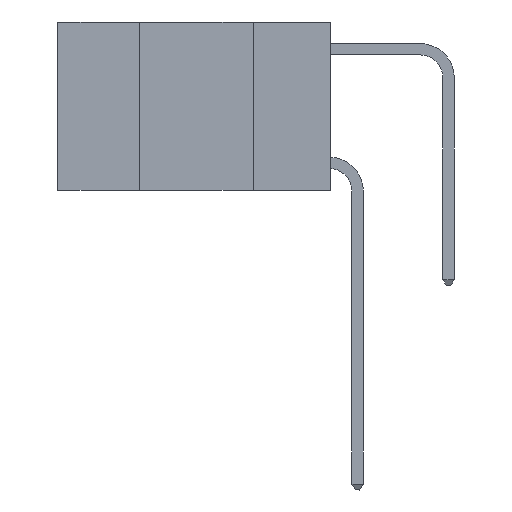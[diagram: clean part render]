
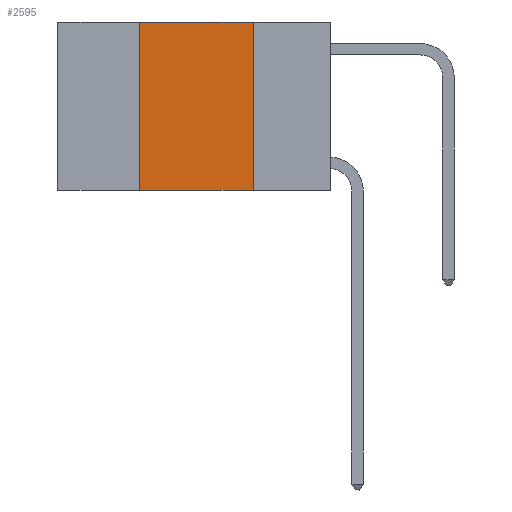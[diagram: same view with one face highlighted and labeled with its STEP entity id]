
A CAD part, left-side view. The second image highlights one B-rep face of the part: STEP entity #2595.
In plain terms, the highlighted planar face has unit normal (-1, 0, 0).
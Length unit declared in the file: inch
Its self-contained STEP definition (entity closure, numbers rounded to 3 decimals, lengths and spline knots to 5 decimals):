
#345 = EDGE_CURVE ( 'NONE', #946, #6550, #12665, .T. ) ;
#781 = CARTESIAN_POINT ( 'NONE',  ( 0., 0.17, 0. ) ) ;
#809 = CARTESIAN_POINT ( 'NONE',  ( 0., 0.6, -0.37 ) ) ;
#894 = DIRECTION ( 'NONE',  ( 1., 0., 0. ) ) ;
#946 = VERTEX_POINT ( 'NONE', #6312 ) ;
#1163 = LINE ( 'NONE', #7136, #9543 ) ;
#1890 = EDGE_CURVE ( 'NONE', #6550, #12538, #6703, .T. ) ;
#2595 = ADVANCED_FACE ( 'NONE', ( #10428 ), #5444, .F. ) ;
#3568 = CARTESIAN_POINT ( 'NONE',  ( 0., 0.42, 0. ) ) ;
#4052 = CARTESIAN_POINT ( 'NONE',  ( 0., 0.42, 0. ) ) ;
#4871 = DIRECTION ( 'NONE',  ( 0., 0., 1. ) ) ;
#5444 = PLANE ( 'NONE',  #7149 ) ;
#5879 = EDGE_LOOP ( 'NONE', ( #10898, #11711, #12891, #10532 ) ) ;
#6312 = CARTESIAN_POINT ( 'NONE',  ( 0., 0.42, -0.37 ) ) ;
#6531 = VECTOR ( 'NONE', #11635, 39.37008 ) ;
#6550 = VERTEX_POINT ( 'NONE', #4052 ) ;
#6703 = LINE ( 'NONE', #10179, #9444 ) ;
#7136 = CARTESIAN_POINT ( 'NONE',  ( 0., 0.17, 0. ) ) ;
#7149 = AXIS2_PLACEMENT_3D ( 'NONE', #10655, #894, #8595 ) ;
#8515 = EDGE_CURVE ( 'NONE', #12538, #8671, #1163, .T. ) ;
#8595 = DIRECTION ( 'NONE',  ( 0., 0., -1. ) ) ;
#8671 = VERTEX_POINT ( 'NONE', #9402 ) ;
#9288 = LINE ( 'NONE', #809, #6531 ) ;
#9402 = CARTESIAN_POINT ( 'NONE',  ( 0., 0.17, -0.37 ) ) ;
#9444 = VECTOR ( 'NONE', #12781, 39.37008 ) ;
#9543 = VECTOR ( 'NONE', #12245, 39.37008 ) ;
#9968 = VECTOR ( 'NONE', #4871, 39.37008 ) ;
#10179 = CARTESIAN_POINT ( 'NONE',  ( 0., 0.6, 0. ) ) ;
#10428 = FACE_OUTER_BOUND ( 'NONE', #5879, .T. ) ;
#10532 = ORIENTED_EDGE ( 'NONE', *, *, #13388, .T. ) ;
#10655 = CARTESIAN_POINT ( 'NONE',  ( 0., 0.6, 0. ) ) ;
#10898 = ORIENTED_EDGE ( 'NONE', *, *, #8515, .F. ) ;
#11635 = DIRECTION ( 'NONE',  ( 0., -1., 0. ) ) ;
#11711 = ORIENTED_EDGE ( 'NONE', *, *, #1890, .F. ) ;
#12245 = DIRECTION ( 'NONE',  ( 0., 0., -1. ) ) ;
#12538 = VERTEX_POINT ( 'NONE', #781 ) ;
#12665 = LINE ( 'NONE', #3568, #9968 ) ;
#12781 = DIRECTION ( 'NONE',  ( 0., -1., 0. ) ) ;
#12891 = ORIENTED_EDGE ( 'NONE', *, *, #345, .F. ) ;
#13388 = EDGE_CURVE ( 'NONE', #946, #8671, #9288, .T. ) ;
